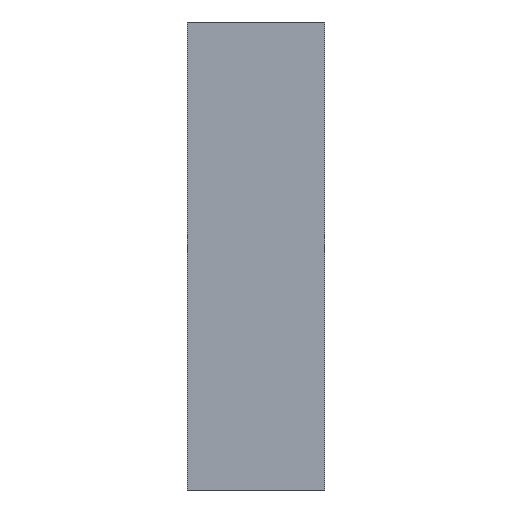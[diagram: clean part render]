
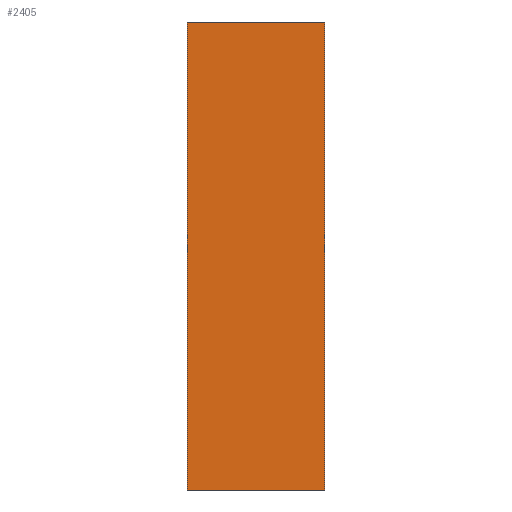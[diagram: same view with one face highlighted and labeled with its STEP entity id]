
A CAD part, left-side view. The second image highlights one B-rep face of the part: STEP entity #2405.
In plain terms, the highlighted planar face has unit normal (-1, 0, 0).
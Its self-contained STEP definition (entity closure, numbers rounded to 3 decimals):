
#121=PLANE('',#2593);
#232=FACE_OUTER_BOUND('',#369,.T.);
#369=EDGE_LOOP('',(#2140,#2141,#2142,#2143));
#669=LINE('',#3804,#940);
#686=LINE('',#3838,#957);
#691=LINE('',#3846,#962);
#692=LINE('',#3848,#963);
#940=VECTOR('',#3147,10.);
#957=VECTOR('',#3180,10.);
#962=VECTOR('',#3189,10.);
#963=VECTOR('',#3192,10.);
#1173=VERTEX_POINT('',#3801);
#1174=VERTEX_POINT('',#3803);
#1182=VERTEX_POINT('',#3835);
#1183=VERTEX_POINT('',#3837);
#1485=EDGE_CURVE('',#1173,#1174,#669,.T.);
#1502=EDGE_CURVE('',#1182,#1183,#686,.T.);
#1507=EDGE_CURVE('',#1182,#1174,#691,.T.);
#1508=EDGE_CURVE('',#1183,#1173,#692,.T.);
#2140=ORIENTED_EDGE('',*,*,#1507,.T.);
#2141=ORIENTED_EDGE('',*,*,#1485,.F.);
#2142=ORIENTED_EDGE('',*,*,#1508,.F.);
#2143=ORIENTED_EDGE('',*,*,#1502,.F.);
#2405=ADVANCED_FACE('',(#232),#121,.T.);
#2593=AXIS2_PLACEMENT_3D('',#3847,#3190,#3191);
#3147=DIRECTION('',(0.,-1.,0.));
#3180=DIRECTION('',(0.,1.,0.));
#3189=DIRECTION('',(0.,0.,1.));
#3190=DIRECTION('center_axis',(-1.,0.,0.));
#3191=DIRECTION('ref_axis',(0.,-1.,0.));
#3192=DIRECTION('',(0.,0.,1.));
#3801=CARTESIAN_POINT('',(-2.,20.,47.5));
#3803=CARTESIAN_POINT('',(-2.,-8.,47.5));
#3804=CARTESIAN_POINT('',(-2.,20.,47.5));
#3835=CARTESIAN_POINT('',(-2.,-8.,-47.5));
#3837=CARTESIAN_POINT('',(-2.,20.,-47.5));
#3838=CARTESIAN_POINT('',(-2.,20.,-47.5));
#3846=CARTESIAN_POINT('',(-2.,-8.,0.));
#3847=CARTESIAN_POINT('Origin',(-2.,20.,0.));
#3848=CARTESIAN_POINT('',(-2.,20.,0.));
